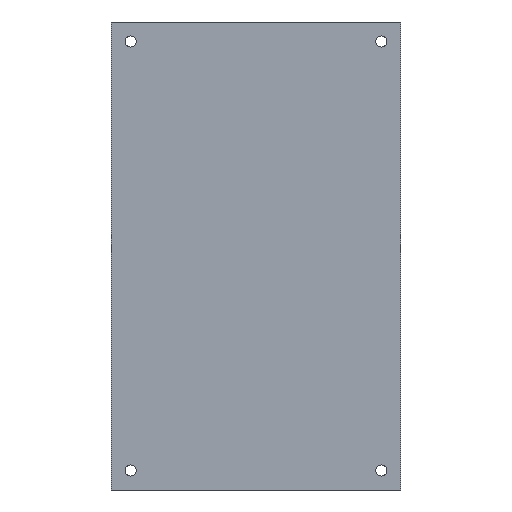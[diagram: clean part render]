
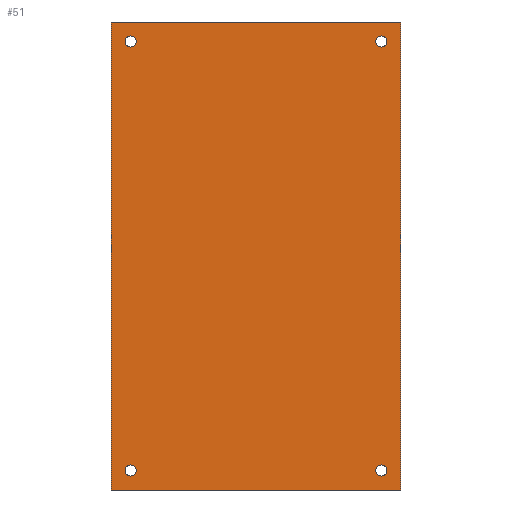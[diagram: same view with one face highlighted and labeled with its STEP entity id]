
A CAD part, front view. The second image highlights one B-rep face of the part: STEP entity #51.
In plain terms, the highlighted planar face has unit normal (0, -1, 0).
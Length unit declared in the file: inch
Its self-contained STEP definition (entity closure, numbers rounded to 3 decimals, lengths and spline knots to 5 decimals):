
#1 = AXIS2_PLACEMENT_3D ( 'NONE', #246, #373, #112 ) ;
#24 = CARTESIAN_POINT ( 'NONE',  ( -6.5, 0., -10.5 ) ) ;
#43 = LINE ( 'NONE', #229, #256 ) ;
#50 = ORIENTED_EDGE ( 'NONE', *, *, #343, .F. ) ;
#51 = ADVANCED_FACE ( 'NONE', ( #292, #306, #263, #58, #484 ), #59, .T. ) ;
#58 = FACE_BOUND ( 'NONE', #115, .T. ) ;
#59 = PLANE ( 'NONE',  #107 ) ;
#71 = EDGE_CURVE ( 'NONE', #410, #352, #43, .T. ) ;
#77 = CARTESIAN_POINT ( 'NONE',  ( -6.5, 0., 10.5 ) ) ;
#78 = LINE ( 'NONE', #421, #493 ) ;
#79 = CARTESIAN_POINT ( 'NONE',  ( 6.5, 0., -10.5 ) ) ;
#84 = CARTESIAN_POINT ( 'NONE',  ( -5.625, 0., 9.875 ) ) ;
#88 = CARTESIAN_POINT ( 'NONE',  ( 5.625, 0., -9.375 ) ) ;
#103 = VECTOR ( 'NONE', #207, 39.37008 ) ;
#105 = ORIENTED_EDGE ( 'NONE', *, *, #160, .T. ) ;
#106 = DIRECTION ( 'NONE',  ( 0., 0., 1. ) ) ;
#107 = AXIS2_PLACEMENT_3D ( 'NONE', #24, #277, #447 ) ;
#109 = CARTESIAN_POINT ( 'NONE',  ( 6.5, 0., -10.5 ) ) ;
#112 = DIRECTION ( 'NONE',  ( 0., 0., 1. ) ) ;
#115 = EDGE_LOOP ( 'NONE', ( #398 ) ) ;
#116 = ORIENTED_EDGE ( 'NONE', *, *, #125, .T. ) ;
#123 = LINE ( 'NONE', #464, #404 ) ;
#125 = EDGE_CURVE ( 'NONE', #359, #359, #272, .T. ) ;
#136 = CARTESIAN_POINT ( 'NONE',  ( 5.625, 0., 9.875 ) ) ;
#140 = VERTEX_POINT ( 'NONE', #136 ) ;
#152 = ORIENTED_EDGE ( 'NONE', *, *, #280, .T. ) ;
#160 = EDGE_CURVE ( 'NONE', #140, #140, #397, .T. ) ;
#161 = CARTESIAN_POINT ( 'NONE',  ( -6.5, 0., -10.5 ) ) ;
#169 = ORIENTED_EDGE ( 'NONE', *, *, #435, .F. ) ;
#186 = AXIS2_PLACEMENT_3D ( 'NONE', #288, #367, #106 ) ;
#197 = CARTESIAN_POINT ( 'NONE',  ( -5.625, 0., 9.625 ) ) ;
#205 = VERTEX_POINT ( 'NONE', #109 ) ;
#207 = DIRECTION ( 'NONE',  ( 0., 0., -1. ) ) ;
#212 = ORIENTED_EDGE ( 'NONE', *, *, #71, .F. ) ;
#213 = DIRECTION ( 'NONE',  ( -1., 0., 0. ) ) ;
#229 = CARTESIAN_POINT ( 'NONE',  ( 6.5, 0., 10.5 ) ) ;
#246 = CARTESIAN_POINT ( 'NONE',  ( 5.625, 0., -9.625 ) ) ;
#255 = EDGE_LOOP ( 'NONE', ( #105 ) ) ;
#256 = VECTOR ( 'NONE', #271, 39.37008 ) ;
#257 = CARTESIAN_POINT ( 'NONE',  ( -5.625, 0., -9.375 ) ) ;
#260 = EDGE_CURVE ( 'NONE', #417, #417, #510, .T. ) ;
#263 = FACE_BOUND ( 'NONE', #265, .T. ) ;
#265 = EDGE_LOOP ( 'NONE', ( #152 ) ) ;
#271 = DIRECTION ( 'NONE',  ( 1., 0., 0. ) ) ;
#272 = CIRCLE ( 'NONE', #498, 0.25 ) ;
#275 = DIRECTION ( 'NONE',  ( 0., 0., 1. ) ) ;
#277 = DIRECTION ( 'NONE',  ( 0., -1., 0. ) ) ;
#280 = EDGE_CURVE ( 'NONE', #330, #330, #338, .T. ) ;
#281 = CARTESIAN_POINT ( 'NONE',  ( 5.625, 0., 9.625 ) ) ;
#282 = DIRECTION ( 'NONE',  ( 0., 1., 0. ) ) ;
#285 = VERTEX_POINT ( 'NONE', #161 ) ;
#288 = CARTESIAN_POINT ( 'NONE',  ( -5.625, 0., -9.625 ) ) ;
#292 = FACE_OUTER_BOUND ( 'NONE', #412, .T. ) ;
#306 = FACE_BOUND ( 'NONE', #255, .T. ) ;
#309 = LINE ( 'NONE', #79, #103 ) ;
#326 = ORIENTED_EDGE ( 'NONE', *, *, #389, .F. ) ;
#330 = VERTEX_POINT ( 'NONE', #88 ) ;
#338 = CIRCLE ( 'NONE', #1, 0.25 ) ;
#343 = EDGE_CURVE ( 'NONE', #205, #285, #123, .T. ) ;
#342 = CARTESIAN_POINT ( 'NONE',  ( 6.5, 0., 10.5 ) ) ;
#352 = VERTEX_POINT ( 'NONE', #342 ) ;
#359 = VERTEX_POINT ( 'NONE', #84 ) ;
#367 = DIRECTION ( 'NONE',  ( 0., 1., 0. ) ) ;
#373 = DIRECTION ( 'NONE',  ( 0., 1., 0. ) ) ;
#389 = EDGE_CURVE ( 'NONE', #285, #410, #78, .T. ) ;
#397 = CIRCLE ( 'NONE', #505, 0.25 ) ;
#398 = ORIENTED_EDGE ( 'NONE', *, *, #260, .T. ) ;
#404 = VECTOR ( 'NONE', #213, 39.37008 ) ;
#410 = VERTEX_POINT ( 'NONE', #77 ) ;
#412 = EDGE_LOOP ( 'NONE', ( #169, #212, #326, #50 ) ) ;
#417 = VERTEX_POINT ( 'NONE', #257 ) ;
#420 = EDGE_LOOP ( 'NONE', ( #116 ) ) ;
#421 = CARTESIAN_POINT ( 'NONE',  ( -6.5, 0., 10.5 ) ) ;
#435 = EDGE_CURVE ( 'NONE', #352, #205, #309, .T. ) ;
#447 = DIRECTION ( 'NONE',  ( 0., 0., -1. ) ) ;
#453 = DIRECTION ( 'NONE',  ( 0., 0., 1. ) ) ;
#461 = DIRECTION ( 'NONE',  ( 0., 0., 1. ) ) ;
#464 = CARTESIAN_POINT ( 'NONE',  ( -6.5, 0., -10.5 ) ) ;
#484 = FACE_BOUND ( 'NONE', #420, .T. ) ;
#493 = VECTOR ( 'NONE', #461, 39.37008 ) ;
#498 = AXIS2_PLACEMENT_3D ( 'NONE', #197, #513, #275 ) ;
#505 = AXIS2_PLACEMENT_3D ( 'NONE', #281, #282, #453 ) ;
#510 = CIRCLE ( 'NONE', #186, 0.25 ) ;
#513 = DIRECTION ( 'NONE',  ( 0., 1., 0. ) ) ;
